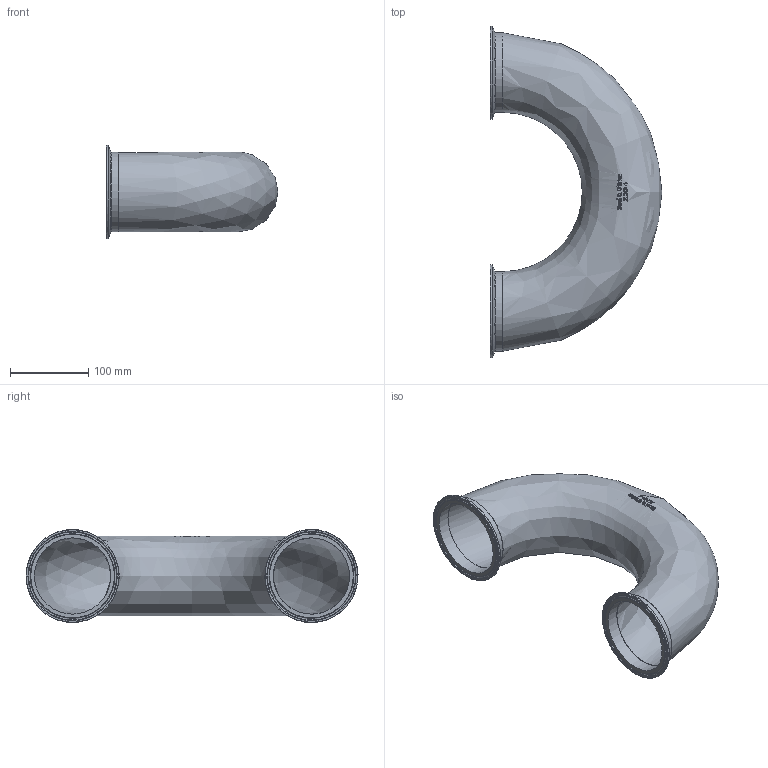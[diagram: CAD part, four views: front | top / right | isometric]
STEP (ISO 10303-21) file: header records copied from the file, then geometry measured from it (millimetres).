
FILE_DESCRIPTION(/* description */ (''),/* implementation_level */ '2;1');
FILE_NAME(/* name */ '2UMP-4.stp',/* time_stamp */ '2020-12-21T13:18:57-05:00',/* author */ ('rick'),/* organization */ (''),/* preprocessor_version */ 'ST-DEVELOPER v18',/* originating_system */ 'Autodesk Inventor 2020',/* authorisation */ '');
FILE_SCHEMA (('AUTOMOTIVE_DESIGN { 1 0 10303 214 3 1 1 }'));
Length unit declared in the file: inch
Products named in the file (1): 2UMP-4
Bounding box: 219.07 x 423.7 x 118.92 mm (x, y, z)
Volume: 360141.1 mm3; surface area: 332802.4 mm2
Topology: 1 solids, 1 shells, 345 faces, 955 edges, 648 vertices
Faces by surface type: bspline 178, plane 139, torus 16, cylinder 6, cone 6
Full cylindrical faces by diameter (mm): 97.384 x2, 101.6 x2, 118.923 x2
Entity records: 15584 total; most frequent: CARTESIAN_POINT 8157, ORIENTED_EDGE 1910, EDGE_CURVE 955, DIRECTION 849, VERTEX_POINT 648, B_SPLINE_CURVE_WITH_KNOTS 554, EDGE_LOOP 383, FACE_OUTER_BOUND 345
